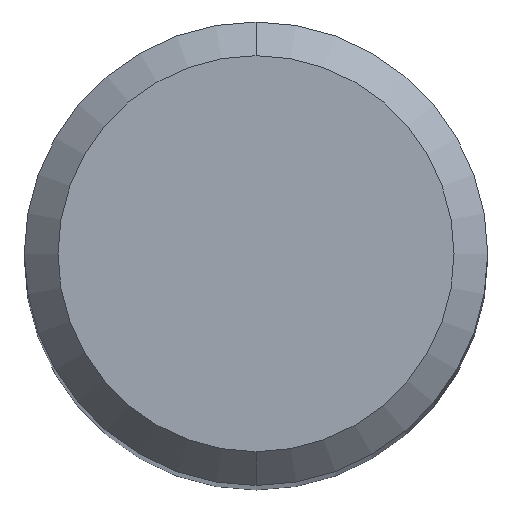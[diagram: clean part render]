
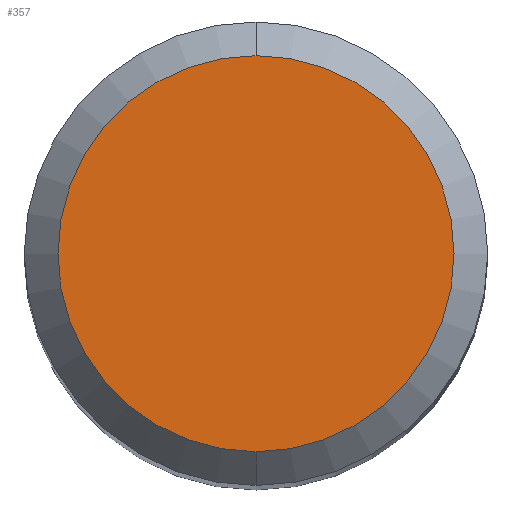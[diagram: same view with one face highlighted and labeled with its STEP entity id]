
A CAD part, top view. The second image highlights one B-rep face of the part: STEP entity #357.
In plain terms, the highlighted planar face has unit normal (0, 0, 1).
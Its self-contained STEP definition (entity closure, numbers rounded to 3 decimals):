
#249=EDGE_CURVE('',#323,#461,#639,.T.);
#323=VERTEX_POINT('',#725);
#357=ADVANCED_FACE('',(#764),#765,.T.);
#359=EDGE_CURVE('',#461,#323,#767,.T.);
#461=VERTEX_POINT('',#879);
#639=CIRCLE('',#1105,2.35);
#725=CARTESIAN_POINT('',(0.,-2.35,0.0));
#764=FACE_OUTER_BOUND('',#1272,.T.);
#765=PLANE('',#1273);
#767=CIRCLE('',#1276,2.35);
#879=CARTESIAN_POINT('',(0.0,2.35,0.0));
#1105=AXIS2_PLACEMENT_3D('',#1805,#1806,#1807);
#1272=EDGE_LOOP('',(#1983,#1984));
#1273=AXIS2_PLACEMENT_3D('',#1985,#1986,#1987);
#1276=AXIS2_PLACEMENT_3D('',#1988,#1989,#1990);
#1805=CARTESIAN_POINT('',(0.0,0.0,0.0));
#1806=DIRECTION('',(0.0,0.0,-1.0));
#1807=DIRECTION('',(0.0,1.0,0.0));
#1983=ORIENTED_EDGE('',*,*,#359,.F.);
#1984=ORIENTED_EDGE('',*,*,#249,.F.);
#1985=CARTESIAN_POINT('',(0.0,1.175,0.0));
#1986=DIRECTION('',(-0.0,0.0,1.0));
#1987=DIRECTION('',(0.0,-1.0,0.0));
#1988=CARTESIAN_POINT('',(0.0,0.0,0.0));
#1989=DIRECTION('',(0.0,0.0,-1.0));
#1990=DIRECTION('',(0.0,1.0,0.0));
